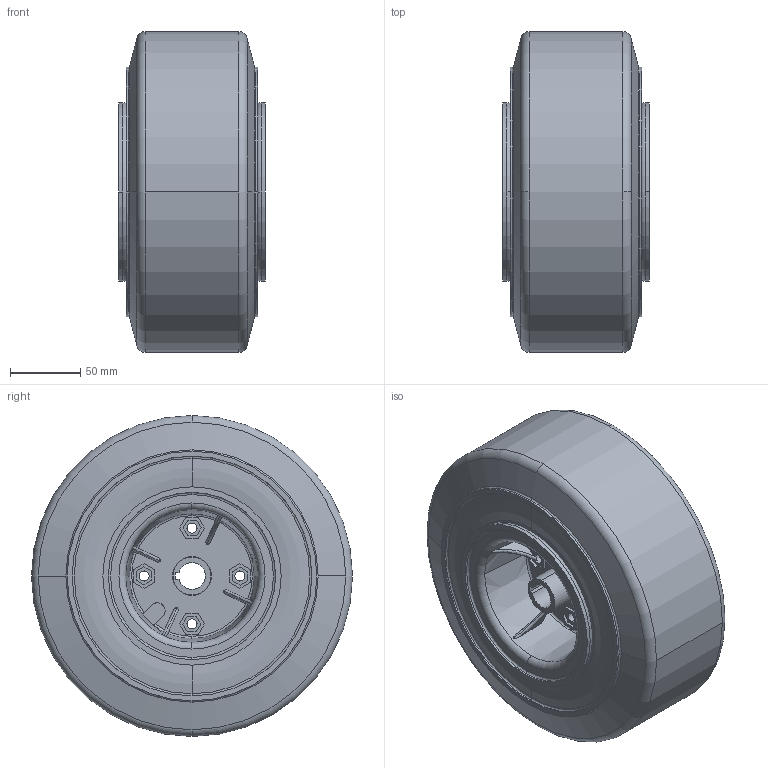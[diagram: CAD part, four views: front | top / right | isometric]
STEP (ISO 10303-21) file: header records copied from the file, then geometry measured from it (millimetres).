
FILE_DESCRIPTION((''),'2;1');
FILE_NAME('skywaywheel2.stp','2002-01-26T19:10:08',('Administrator'),(''),'Autodesk Inventor (tm) 3.0','Autodesk Inventor (tm) 3.0','');
FILE_SCHEMA(('CONFIG_CONTROL_DESIGN'));
Length unit declared in the file: inch
Products named in the file (5): skywaywheel2; skywayhub2-1; skywayhub2-2; skywayhub2-3; skywaytire9x3
Assembly tree (4 placements, depth 2):
  skywaywheel2
    skywayhub2-1
    skywayhub2-2
    skywayhub2-3
    skywaytire9x3
Bounding box: 104.14 x 228.6 x 228.6 mm (x, y, z)
Volume: 3082149.2 mm3; surface area: 278212.5 mm2
Topology: 4 solids, 4 shells, 266 faces, 697 edges, 466 vertices
Faces by surface type: plane 121, cylinder 53, bspline 45, torus 33, cone 12, sphere 2
Entity records: 10635 total; most frequent: CARTESIAN_POINT 3309, DIRECTION 1466, ORIENTED_EDGE 1388, EDGE_CURVE 694, AXIS2_PLACEMENT_3D 588, VERTEX_POINT 466, CIRCLE 354, EDGE_LOOP 322
